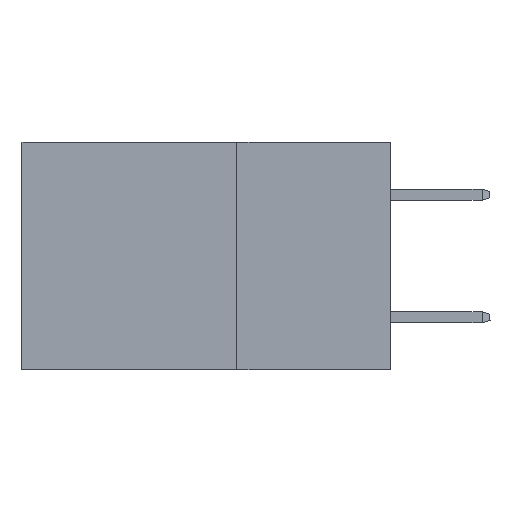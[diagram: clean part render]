
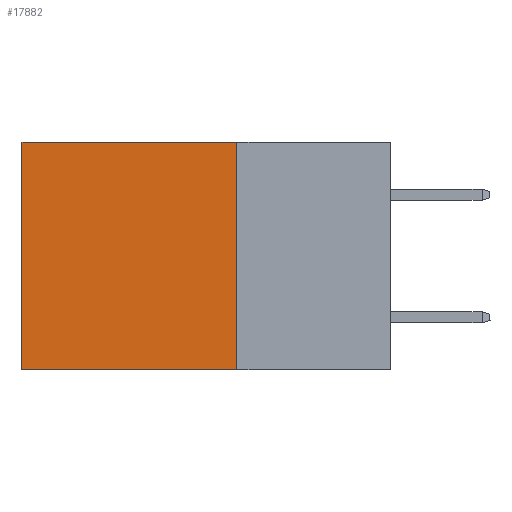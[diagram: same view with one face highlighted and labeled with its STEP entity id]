
A CAD part, left-side view. The second image highlights one B-rep face of the part: STEP entity #17882.
In plain terms, the highlighted planar face has unit normal (-1, 0, 0).
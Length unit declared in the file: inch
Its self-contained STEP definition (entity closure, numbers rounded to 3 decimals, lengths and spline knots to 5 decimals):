
#195 = EDGE_CURVE ( 'NONE', #30811, #19186, #9535, .T. ) ;
#1272 = ORIENTED_EDGE ( 'NONE', *, *, #15620, .F. ) ;
#1836 = CARTESIAN_POINT ( 'NONE',  ( 0.2875, 0.25, -0.37 ) ) ;
#2657 = VECTOR ( 'NONE', #16676, 39.37008 ) ;
#4617 = VECTOR ( 'NONE', #17161, 39.37008 ) ;
#5955 = EDGE_LOOP ( 'NONE', ( #22031, #1272, #18266, #28301 ) ) ;
#8335 = EDGE_CURVE ( 'NONE', #13273, #30811, #32769, .T. ) ;
#9179 = EDGE_CURVE ( 'NONE', #13273, #28722, #30343, .T. ) ;
#9360 = CARTESIAN_POINT ( 'NONE',  ( 0.2875, 0.6, 0. ) ) ;
#9535 = LINE ( 'NONE', #9360, #2657 ) ;
#9547 = CARTESIAN_POINT ( 'NONE',  ( 0.2875, 0.25, 0. ) ) ;
#9702 = CARTESIAN_POINT ( 'NONE',  ( 0.2875, 0.25, 0. ) ) ;
#10410 = CARTESIAN_POINT ( 'NONE',  ( 0.2875, 0.25, 0. ) ) ;
#12610 = CARTESIAN_POINT ( 'NONE',  ( 0.2875, 0.6, 0. ) ) ;
#12946 = AXIS2_PLACEMENT_3D ( 'NONE', #9547, #29806, #17175 ) ;
#12964 = CARTESIAN_POINT ( 'NONE',  ( 0.2875, 0.25, 0. ) ) ;
#13273 = VERTEX_POINT ( 'NONE', #12964 ) ;
#15620 = EDGE_CURVE ( 'NONE', #28722, #19186, #18634, .T. ) ;
#15804 = VECTOR ( 'NONE', #20697, 39.37008 ) ;
#15982 = CARTESIAN_POINT ( 'NONE',  ( 0.2875, 0.25, -0.37 ) ) ;
#16556 = VECTOR ( 'NONE', #23608, 39.37008 ) ;
#16676 = DIRECTION ( 'NONE',  ( 0., 0., -1. ) ) ;
#17161 = DIRECTION ( 'NONE',  ( 0., 1., 0. ) ) ;
#17175 = DIRECTION ( 'NONE',  ( 0., 0., -1. ) ) ;
#17330 = PLANE ( 'NONE',  #12946 ) ;
#17882 = ADVANCED_FACE ( 'NONE', ( #32279 ), #17330, .F. ) ;
#18266 = ORIENTED_EDGE ( 'NONE', *, *, #9179, .F. ) ;
#18634 = LINE ( 'NONE', #15982, #16556 ) ;
#19186 = VERTEX_POINT ( 'NONE', #31849 ) ;
#20697 = DIRECTION ( 'NONE',  ( 0., 0., -1. ) ) ;
#22031 = ORIENTED_EDGE ( 'NONE', *, *, #195, .T. ) ;
#23608 = DIRECTION ( 'NONE',  ( 0., 1., 0. ) ) ;
#28301 = ORIENTED_EDGE ( 'NONE', *, *, #8335, .T. ) ;
#28722 = VERTEX_POINT ( 'NONE', #1836 ) ;
#29806 = DIRECTION ( 'NONE',  ( 1., 0., 0. ) ) ;
#30343 = LINE ( 'NONE', #10410, #15804 ) ;
#30811 = VERTEX_POINT ( 'NONE', #12610 ) ;
#31849 = CARTESIAN_POINT ( 'NONE',  ( 0.2875, 0.6, -0.37 ) ) ;
#32279 = FACE_OUTER_BOUND ( 'NONE', #5955, .T. ) ;
#32769 = LINE ( 'NONE', #9702, #4617 ) ;
